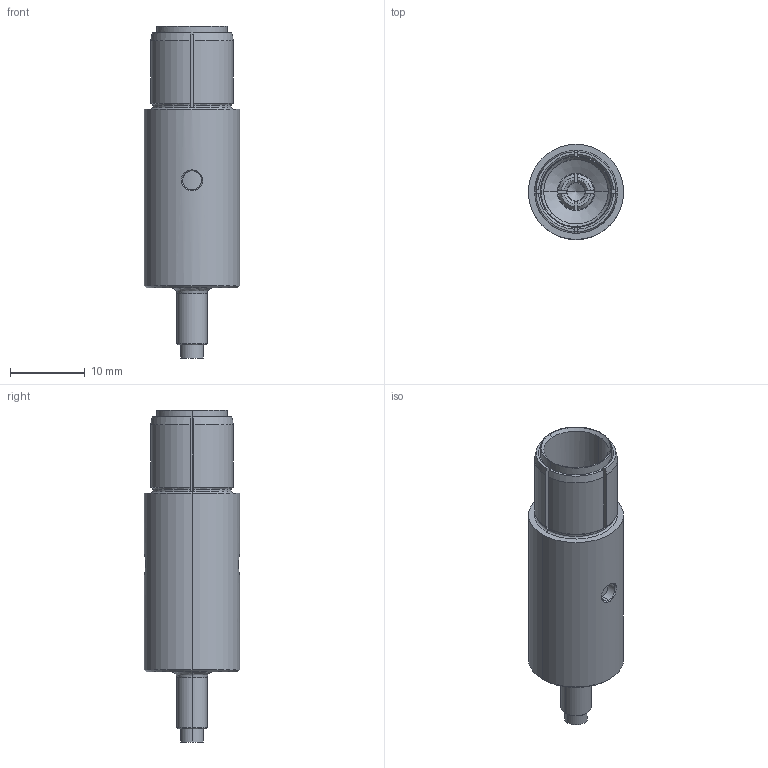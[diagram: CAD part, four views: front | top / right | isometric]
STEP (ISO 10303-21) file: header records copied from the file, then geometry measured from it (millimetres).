
FILE_DESCRIPTION (( 'STEP AP203' ), '1' );
FILE_NAME ('111033.stp', '2018-02-01T16:26:22', ( '' ), ( '' ), 'SwSTEP 2.0', 'SolidWorks 2012', '' );
FILE_SCHEMA (( 'CONFIG_CONTROL_DESIGN' ));
Length unit declared in the file: centimetre
Products named in the file (1): 111033
Bounding box: 12.7 x 12.7 x 44.33 mm (x, y, z)
Volume: 3277.7 mm3; surface area: 3167 mm2
Topology: 1 solids, 1 shells, 124 faces, 316 edges, 202 vertices
Faces by surface type: cylinder 44, plane 34, cone 30, bspline 16
Entity records: 5533 total; most frequent: CARTESIAN_POINT 2584, ORIENTED_EDGE 624, DIRECTION 568, EDGE_CURVE 312, AXIS2_PLACEMENT_3D 228, VERTEX_POINT 202, EDGE_LOOP 136, FACE_OUTER_BOUND 124
